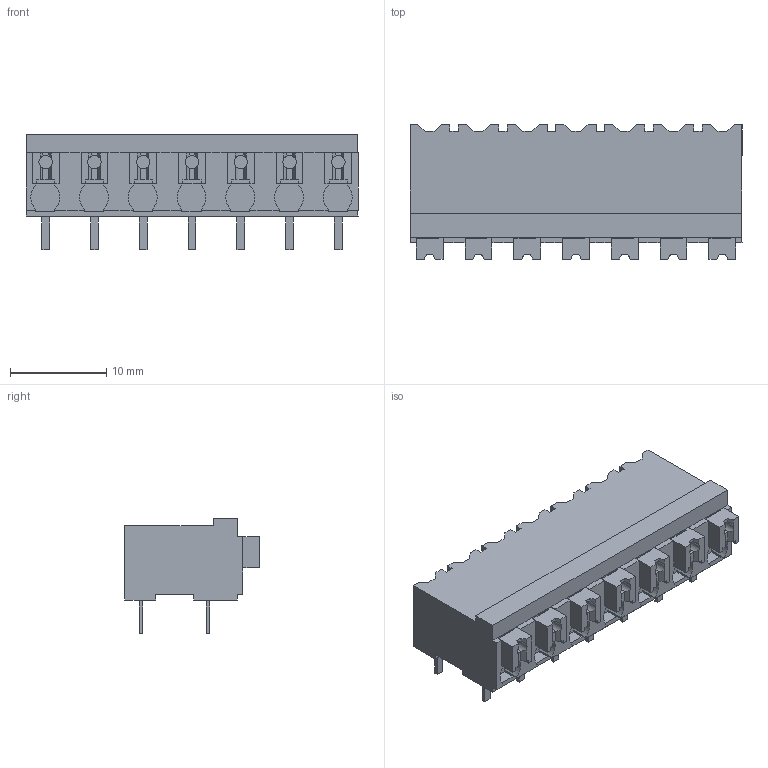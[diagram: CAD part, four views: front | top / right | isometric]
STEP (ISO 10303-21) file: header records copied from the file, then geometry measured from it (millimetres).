
FILE_DESCRIPTION(('CATIA V5 STEP Exchange','CAx-IF Rec.Pracs.--- Model Styling and Organization---1.2---2011-12-15'),'2;1');
FILE_NAME ('D1456807_0', '2018-03-15T09:39:45+00:00', ('none'), ('Weidmueller'), 'CATIA Version 5-6 Release 2014', 'CATIA V5 STEP AP214', 'none');
FILE_SCHEMA(('AUTOMOTIVE_DESIGN { 1 0 10303 214 1 1 1 1 }'));
Length unit declared in the file: millimetre
Products named in the file (1): 1824860000
Bounding box: 34.58 x 14 x 12 mm (x, y, z)
Volume: 2975.3 mm3; surface area: 2654.8 mm2
Topology: 22 solids, 22 shells, 592 faces, 1742 edges, 1187 vertices
Faces by surface type: plane 536, cylinder 56
Entity records: 17884 total; most frequent: ORIENTED_EDGE 3484, CARTESIAN_POINT 3379, DIRECTION 2227, EDGE_CURVE 1742, VECTOR 1595, LINE 1595, VERTEX_POINT 1187, EDGE_LOOP 599
